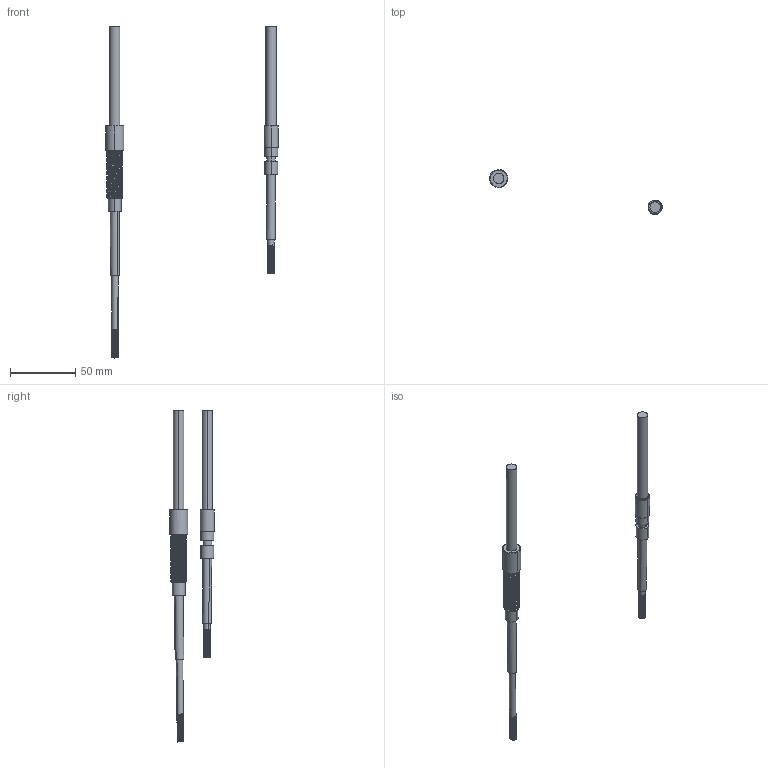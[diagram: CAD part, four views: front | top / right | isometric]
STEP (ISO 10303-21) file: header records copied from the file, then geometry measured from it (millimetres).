
FILE_DESCRIPTION (( 'STEP AP203' ), '1' );
FILE_NAME ('GCBX2-CBL-60.step', '2021-09-02T13:12:31', ( '' ), ( '' ), 'SwSTEP 2.0', 'SolidWorks 2021', '' );
FILE_SCHEMA (( 'CONFIG_CONTROL_DESIGN' ));
Length unit declared in the file: inch
Products named in the file (3): GCBX2-CBL-60_1; GCBX2-CBL-60_2; GCBX2-CBL-60
Assembly tree (2 placements, depth 2):
  GCBX2-CBL-60
    GCBX2-CBL-60_1
    GCBX2-CBL-60_2
Bounding box: 132.5 x 34.5 x 254.72 mm (x, y, z)
Volume: 22281.5 mm3; surface area: 19072.8 mm2
Topology: 8 solids, 8 shells, 273 faces, 846 edges, 600 vertices
Faces by surface type: cylinder 187, bspline 53, plane 30, cone 3
Entity records: 24037 total; most frequent: CARTESIAN_POINT 17204, ORIENTED_EDGE 1692, DIRECTION 886, EDGE_CURVE 846, VERTEX_POINT 600, B_SPLINE_CURVE_WITH_KNOTS 533, AXIS2_PLACEMENT_3D 348, EDGE_LOOP 288
